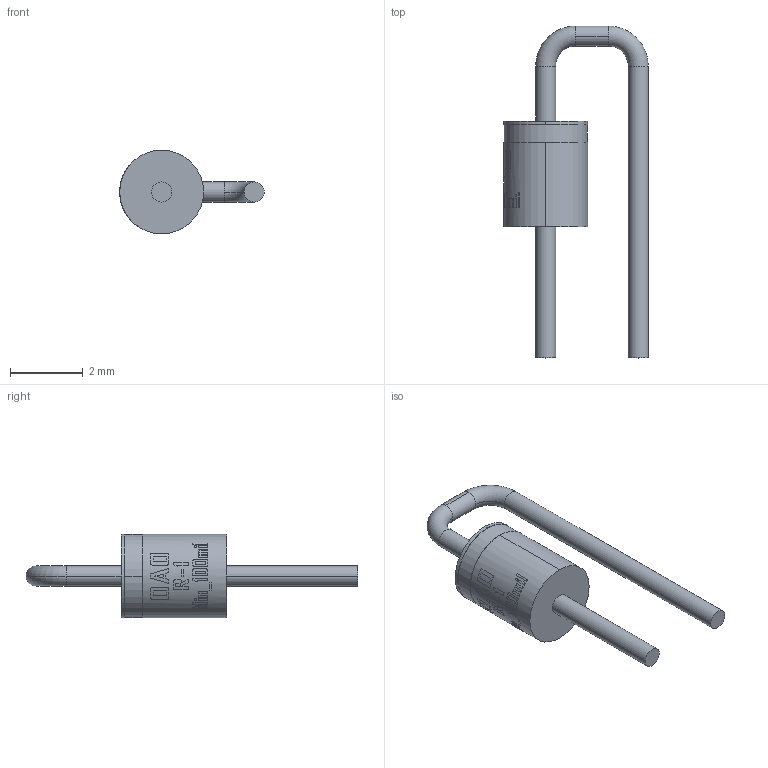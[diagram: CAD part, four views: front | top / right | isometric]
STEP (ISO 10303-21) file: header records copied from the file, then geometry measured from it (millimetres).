
FILE_DESCRIPTION (( 'STEP AP214' ), '1' );
FILE_NAME ('R-1_Min_100mil_rev1.0.STEP', '2023-03-16T22:56:31', ( '' ), ( '' ), 'SwSTEP 2.0', 'SolidWorks 2020', '' );
FILE_SCHEMA (( 'AUTOMOTIVE_DESIGN' ));
Length unit declared in the file: millimetre
Products named in the file (1): R-1_Min_100mil_rev1.0
Bounding box: 3.96 x 9.11 x 2.3 mm (x, y, z)
Volume: 16 mm3; surface area: 58.1 mm2
Topology: 1 solids, 1 shells, 47 faces, 215 edges, 197 vertices
Faces by surface type: cylinder 37, plane 6, torus 4
Entity records: 3071 total; most frequent: CARTESIAN_POINT 647, ORIENTED_EDGE 430, DIRECTION 356, EDGE_CURVE 215, VERTEX_POINT 197, AXIS2_PLACEMENT_3D 142, CIRCLE 94, EDGE_LOOP 74
